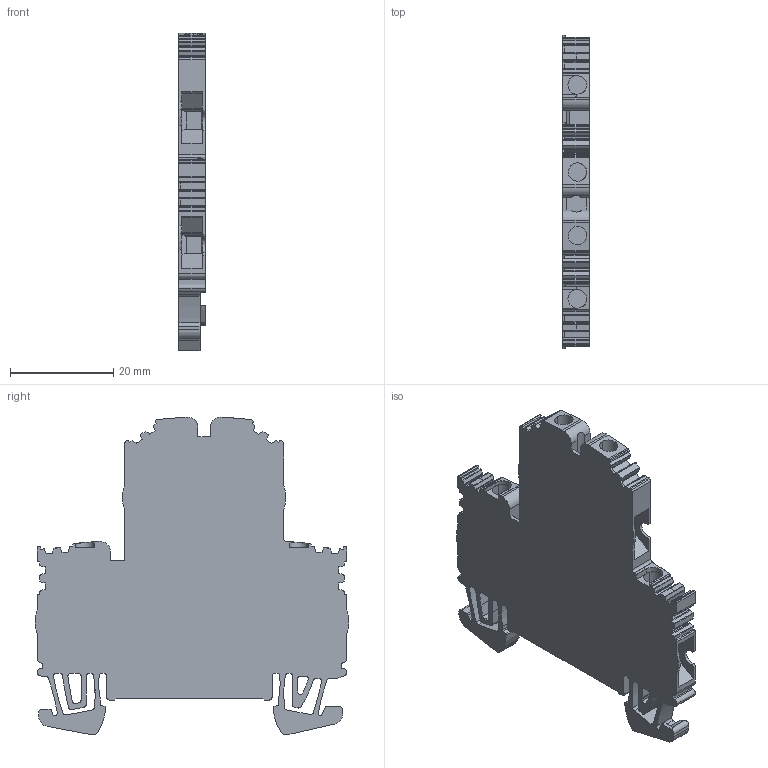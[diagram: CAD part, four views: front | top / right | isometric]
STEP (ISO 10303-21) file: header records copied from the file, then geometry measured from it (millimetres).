
FILE_DESCRIPTION(('CATIA V5 STEP Exchange','CAx-IF Rec.Pracs.--- Model Styling and Organization---1.4--- 2014-01-23'),'2;1');
FILE_NAME ('D1447560_0', '2020-04-23T04:40:14+00:00', ('none'), ('Weidmueller'), 'CATIA Version 5-6 Release 2016 SP3 HF44', 'CATIA V5 STEP AP214', 'none');
FILE_SCHEMA(('AUTOMOTIVE_DESIGN { 1 0 10303 214 1 1 1 1 }'));
Length unit declared in the file: millimetre
Products named in the file (1): 1041650000_WDK_2-5N_DU-PE
Bounding box: 5.1 x 60.7 x 61.55 mm (x, y, z)
Volume: 11126.7 mm3; surface area: 8222.1 mm2
Topology: 15 solids, 15 shells, 650 faces, 1828 edges, 1210 vertices
Faces by surface type: plane 467, cylinder 183
Entity records: 21182 total; most frequent: CARTESIAN_POINT 4319, ORIENTED_EDGE 3656, DIRECTION 2815, EDGE_CURVE 1828, VECTOR 1449, LINE 1449, VERTEX_POINT 1210, AXIS2_PLACEMENT_3D 836
